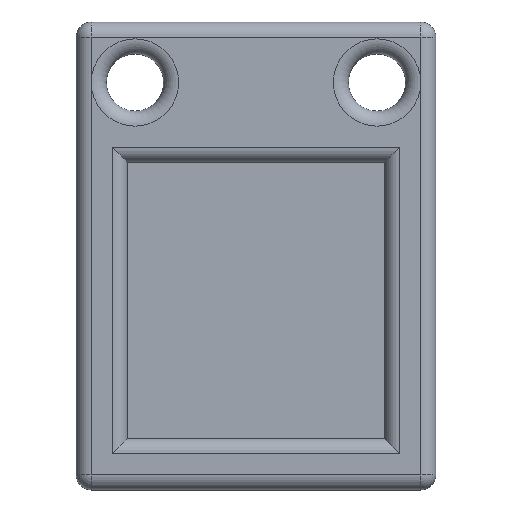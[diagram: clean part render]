
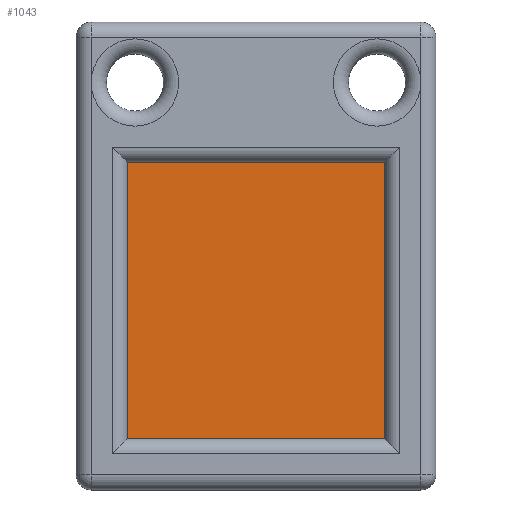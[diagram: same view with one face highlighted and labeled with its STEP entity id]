
A CAD part, top view. The second image highlights one B-rep face of the part: STEP entity #1043.
In plain terms, the highlighted planar face has unit normal (0, 0, 1).
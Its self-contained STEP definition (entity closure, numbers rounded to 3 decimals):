
#952 = VERTEX_POINT('',#953);
#953 = CARTESIAN_POINT('',(-6.75,-9.588,0.));
#961 = VERTEX_POINT('',#962);
#962 = CARTESIAN_POINT('',(6.75,-9.588,0.));
#968 = EDGE_CURVE('',#952,#961,#969,.T.);
#969 = LINE('',#970,#971);
#970 = CARTESIAN_POINT('',(-6.75,-9.588,0.));
#971 = VECTOR('',#972,1.);
#972 = DIRECTION('',(1.,0.,0.));
#983 = VERTEX_POINT('',#984);
#984 = CARTESIAN_POINT('',(-6.75,4.913,0.));
#992 = EDGE_CURVE('',#983,#952,#993,.T.);
#993 = LINE('',#994,#995);
#994 = CARTESIAN_POINT('',(-6.75,4.913,0.));
#995 = VECTOR('',#996,1.);
#996 = DIRECTION('',(0.,-1.,0.));
#1009 = VERTEX_POINT('',#1010);
#1010 = CARTESIAN_POINT('',(6.75,4.913,0.));
#1016 = EDGE_CURVE('',#961,#1009,#1017,.T.);
#1017 = LINE('',#1018,#1019);
#1018 = CARTESIAN_POINT('',(6.75,-9.588,0.));
#1019 = VECTOR('',#1020,1.);
#1020 = DIRECTION('',(0.,1.,0.));
#1033 = EDGE_CURVE('',#1009,#983,#1034,.T.);
#1034 = LINE('',#1035,#1036);
#1035 = CARTESIAN_POINT('',(6.75,4.913,0.));
#1036 = VECTOR('',#1037,1.);
#1037 = DIRECTION('',(-1.,0.,0.));
#1043 = ADVANCED_FACE('',(#1044),#1050,.T.);
#1044 = FACE_BOUND('',#1045,.T.);
#1045 = EDGE_LOOP('',(#1046,#1047,#1048,#1049));
#1046 = ORIENTED_EDGE('',*,*,#992,.T.);
#1047 = ORIENTED_EDGE('',*,*,#968,.T.);
#1048 = ORIENTED_EDGE('',*,*,#1016,.T.);
#1049 = ORIENTED_EDGE('',*,*,#1033,.T.);
#1050 = PLANE('',#1051);
#1051 = AXIS2_PLACEMENT_3D('',#1052,#1053,#1054);
#1052 = CARTESIAN_POINT('',(0.,1.385,0.));
#1053 = DIRECTION('',(0.,0.,1.));
#1054 = DIRECTION('',(1.,0.,0.));
